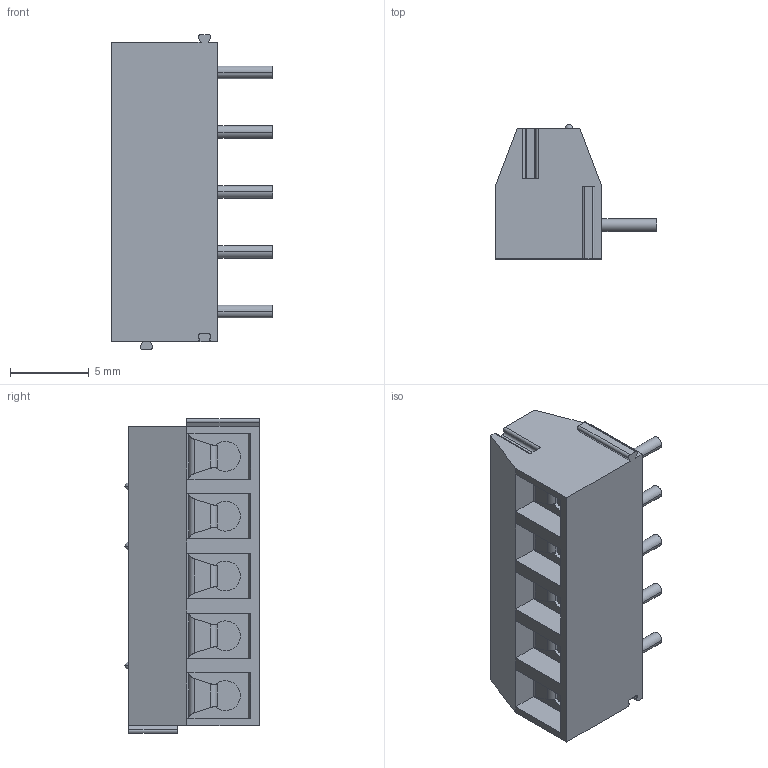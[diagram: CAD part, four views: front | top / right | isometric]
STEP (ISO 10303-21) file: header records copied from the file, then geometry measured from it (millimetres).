
FILE_DESCRIPTION((''),'2;1');
FILE_NAME('TL100V','2025-04-06T',('sj'),(''),'PRO/ENGINEER BY PARAMETRIC TECHNOLOGY CORPORATION, 2013240','PRO/ENGINEER BY PARAMETRIC TECHNOLOGY CORPORATION, 2013240','');
FILE_SCHEMA(('AUTOMOTIVE_DESIGN_CC2 { 1 2 10303 214 -1 1 5 2 }'));
Length unit declared in the file: millimetre
Products named in the file (1): TL100V
Bounding box: 10.3 x 8.55 x 20.05 mm (x, y, z)
Volume: 868.5 mm3; surface area: 912.6 mm2
Topology: 1 solids, 1 shells, 252 faces, 665 edges, 427 vertices
Faces by surface type: plane 144, cylinder 92, torus 10, sphere 6
Entity records: 8033 total; most frequent: CARTESIAN_POINT 1788, ORIENTED_EDGE 1318, DIRECTION 1259, EDGE_CURVE 659, AXIS2_PLACEMENT_3D 428, VERTEX_POINT 427, VECTOR 403, LINE 403
